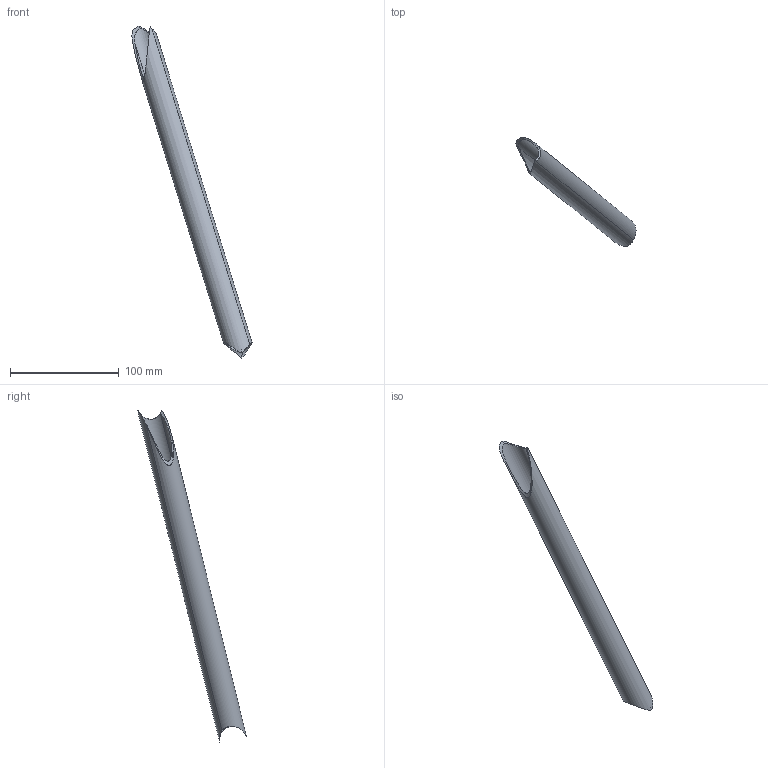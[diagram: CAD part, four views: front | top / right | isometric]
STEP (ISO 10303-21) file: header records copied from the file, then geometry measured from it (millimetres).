
FILE_DESCRIPTION(('CATIA V5 STEP Exchange'),'2;1');
FILE_NAME('22.stp','2023-02-20T09:44:42+00:00',('none'),('none'),'CATIA Version 5 Release 19 SP 2 (IN-10)','CATIA V5 STEP AP203','none');
FILE_SCHEMA(('CONFIG_CONTROL_DESIGN'));
Length unit declared in the file: millimetre
Products named in the file (1): Shape_392
Bounding box: 110.19 x 100.03 x 304.71 mm (x, y, z)
Volume: 32967.8 mm3; surface area: 44446.3 mm2
Topology: 1 solids, 1 shells, 12 faces, 38 edges, 26 vertices
Faces by surface type: cylinder 10, bspline 2
Entity records: 2320 total; most frequent: CARTESIAN_POINT 2004, ORIENTED_EDGE 76, EDGE_CURVE 38, B_SPLINE_CURVE_WITH_KNOTS 30, DIRECTION 27, VERTEX_POINT 26, ADVANCED_FACE 12, EDGE_LOOP 12
